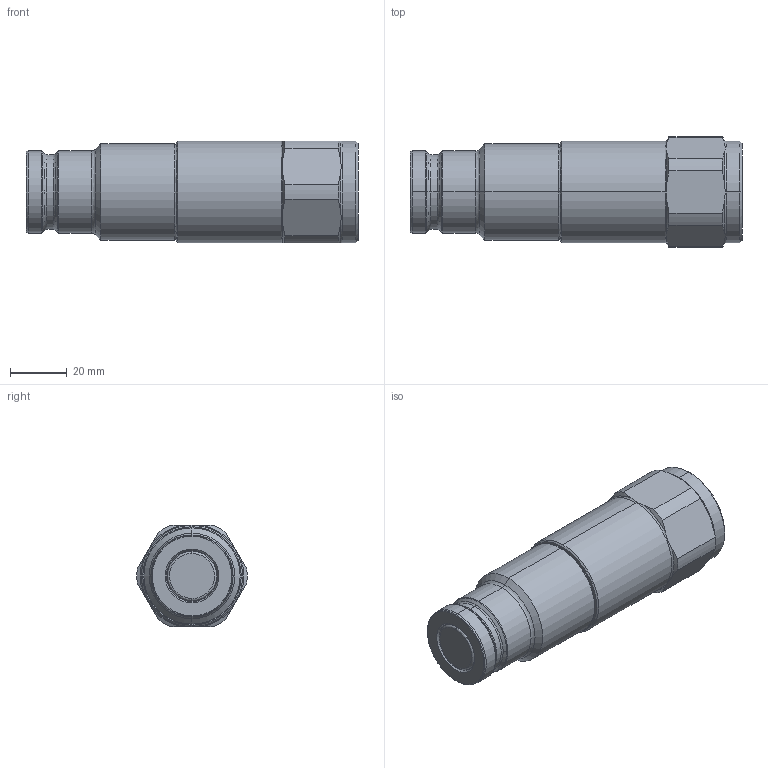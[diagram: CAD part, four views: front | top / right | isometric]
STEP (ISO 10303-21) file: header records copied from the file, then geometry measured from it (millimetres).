
FILE_DESCRIPTION (( 'STEP AP214' ), '1' );
FILE_NAME ('FF5021 CV.STEP', '2015-08-31T13:58:21', ( 'admin' ), ( 'Microsoft' ), 'SwSTEP 2.0', 'SolidWorks 2009', '' );
FILE_SCHEMA (( 'AUTOMOTIVE_DESIGN' ));
Length unit declared in the file: millimetre
Products named in the file (1): FF5021 CV
Bounding box: 117.35 x 38.96 x 36 mm (x, y, z)
Volume: 104160.2 mm3; surface area: 16208.9 mm2
Topology: 1 solids, 1 shells, 95 faces, 218 edges, 130 vertices
Faces by surface type: cone 34, cylinder 26, bspline 22, plane 13
Entity records: 3445 total; most frequent: CARTESIAN_POINT 1374, ORIENTED_EDGE 436, DIRECTION 434, EDGE_CURVE 218, AXIS2_PLACEMENT_3D 190, VERTEX_POINT 130, CIRCLE 116, EDGE_LOOP 100
